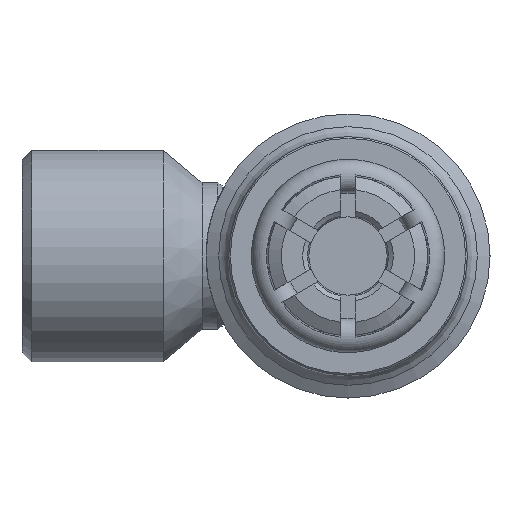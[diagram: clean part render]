
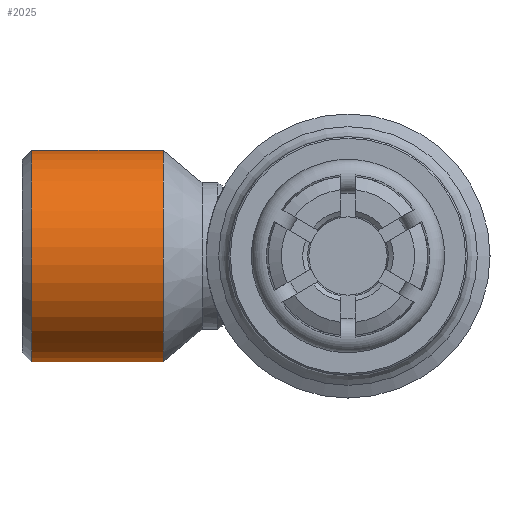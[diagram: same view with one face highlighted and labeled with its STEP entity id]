
A CAD part, left-side view. The second image highlights one B-rep face of the part: STEP entity #2025.
In plain terms, the highlighted cylindrical face has radius 16.828 mm (diameter 33.655 mm), a full revolution.
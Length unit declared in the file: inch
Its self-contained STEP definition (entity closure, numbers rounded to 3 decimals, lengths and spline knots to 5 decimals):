
#406=CYLINDRICAL_SURFACE('',#2244,0.6625);
#432=FACE_BOUND('',#693,.T.);
#552=FACE_OUTER_BOUND('',#692,.T.);
#692=EDGE_LOOP('',(#1810));
#693=EDGE_LOOP('',(#1811));
#820=CIRCLE('',#2243,0.6625);
#821=CIRCLE('',#2245,0.6625);
#1018=VERTEX_POINT('',#3956);
#1019=VERTEX_POINT('',#3959);
#1298=EDGE_CURVE('',#1018,#1018,#820,.T.);
#1299=EDGE_CURVE('',#1019,#1019,#821,.T.);
#1810=ORIENTED_EDGE('',*,*,#1299,.T.);
#1811=ORIENTED_EDGE('',*,*,#1298,.F.);
#2025=ADVANCED_FACE('',(#552,#432),#406,.T.);
#2243=AXIS2_PLACEMENT_3D('',#3957,#2721,#2722);
#2244=AXIS2_PLACEMENT_3D('',#3958,#2723,#2724);
#2245=AXIS2_PLACEMENT_3D('',#3960,#2725,#2726);
#2721=DIRECTION('center_axis',(0.,1.,0.));
#2722=DIRECTION('ref_axis',(0.086,0.,-0.996));
#2723=DIRECTION('center_axis',(0.,1.,0.));
#2724=DIRECTION('ref_axis',(-0.086,0.,0.996));
#2725=DIRECTION('center_axis',(0.,1.,0.));
#2726=DIRECTION('ref_axis',(-0.086,0.,0.996));
#3956=CARTESIAN_POINT('',(-1.65728,1.9775,0.66002));
#3957=CARTESIAN_POINT('Origin',(-1.6,1.9775,0.));
#3958=CARTESIAN_POINT('Origin',(-1.6,1.59567,0.));
#3959=CARTESIAN_POINT('',(-1.65728,1.15383,0.66002));
#3960=CARTESIAN_POINT('Origin',(-1.6,1.15383,0.));
